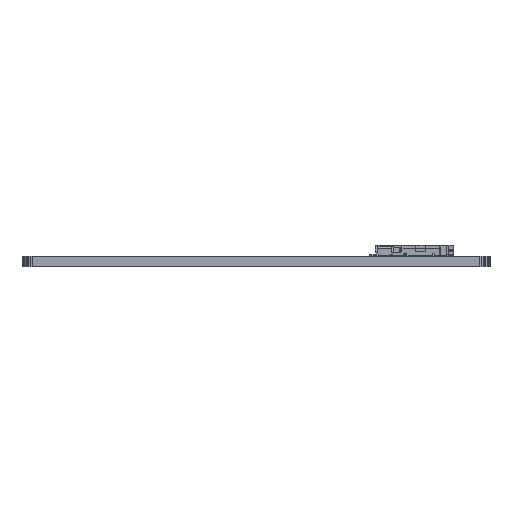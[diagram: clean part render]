
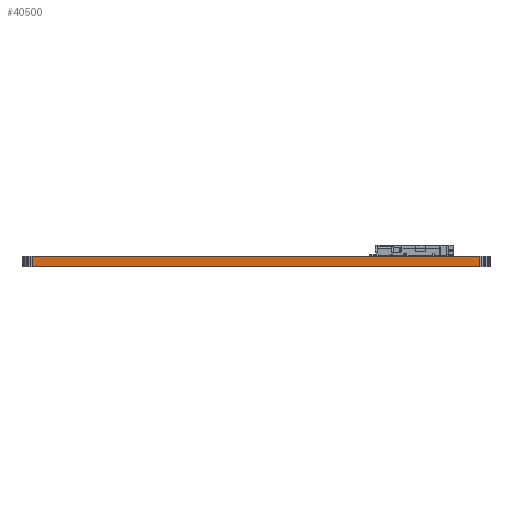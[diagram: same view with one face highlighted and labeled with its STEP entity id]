
A CAD part, left-side view. The second image highlights one B-rep face of the part: STEP entity #40500.
In plain terms, the highlighted planar face has unit normal (-1, 0, 0).
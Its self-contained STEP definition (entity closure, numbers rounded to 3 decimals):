
#32920 = PLANE('',#32921);
#32921 = AXIS2_PLACEMENT_3D('',#32922,#32923,#32924);
#32922 = CARTESIAN_POINT('',(143.911,-83.775,1.6));
#32923 = DIRECTION('',(-0.,-0.,-1.));
#32924 = DIRECTION('',(-1.,0.,0.));
#32974 = PLANE('',#32975);
#32975 = AXIS2_PLACEMENT_3D('',#32976,#32977,#32978);
#32976 = CARTESIAN_POINT('',(143.911,-83.775,0.));
#32977 = DIRECTION('',(-0.,-0.,-1.));
#32978 = DIRECTION('',(-1.,0.,0.));
#33923 = VERTEX_POINT('',#33924);
#33924 = CARTESIAN_POINT('',(108.911,-117.275,0.));
#33938 = PLANE('',#33939);
#33939 = AXIS2_PLACEMENT_3D('',#33940,#33941,#33942);
#33940 = CARTESIAN_POINT('',(108.93,-117.51,0.));
#33941 = DIRECTION('',(-0.997,-0.078,0.));
#33942 = DIRECTION('',(-0.078,0.997,0.));
#33950 = EDGE_CURVE('',#33923,#33951,#33953,.T.);
#33951 = VERTEX_POINT('',#33952);
#33952 = CARTESIAN_POINT('',(108.911,-50.275,0.));
#33953 = SURFACE_CURVE('',#33954,(#33958,#33965),.PCURVE_S1.);
#33954 = LINE('',#33955,#33956);
#33955 = CARTESIAN_POINT('',(108.911,-117.275,0.));
#33956 = VECTOR('',#33957,1.);
#33957 = DIRECTION('',(0.,1.,0.));
#33958 = PCURVE('',#32974,#33959);
#33959 = DEFINITIONAL_REPRESENTATION('',(#33960),#33964);
#33960 = LINE('',#33961,#33962);
#33961 = CARTESIAN_POINT('',(35.,-33.5));
#33962 = VECTOR('',#33963,1.);
#33963 = DIRECTION('',(0.,1.));
#33964 = ( GEOMETRIC_REPRESENTATION_CONTEXT(2) 
PARAMETRIC_REPRESENTATION_CONTEXT() REPRESENTATION_CONTEXT('2D SPACE',''
  ) );
#33965 = PCURVE('',#33966,#33971);
#33966 = PLANE('',#33967);
#33967 = AXIS2_PLACEMENT_3D('',#33968,#33969,#33970);
#33968 = CARTESIAN_POINT('',(108.911,-117.275,0.));
#33969 = DIRECTION('',(-1.,0.,0.));
#33970 = DIRECTION('',(0.,1.,0.));
#33971 = DEFINITIONAL_REPRESENTATION('',(#33972),#33976);
#33972 = LINE('',#33973,#33974);
#33973 = CARTESIAN_POINT('',(0.,0.));
#33974 = VECTOR('',#33975,1.);
#33975 = DIRECTION('',(1.,0.));
#33976 = ( GEOMETRIC_REPRESENTATION_CONTEXT(2) 
PARAMETRIC_REPRESENTATION_CONTEXT() REPRESENTATION_CONTEXT('2D SPACE',''
  ) );
#33994 = PLANE('',#33995);
#33995 = AXIS2_PLACEMENT_3D('',#33996,#33997,#33998);
#33996 = CARTESIAN_POINT('',(108.911,-50.275,0.));
#33997 = DIRECTION('',(-0.997,0.078,0.));
#33998 = DIRECTION('',(0.078,0.997,0.));
#37450 = VERTEX_POINT('',#37451);
#37451 = CARTESIAN_POINT('',(108.911,-117.275,1.6));
#37472 = EDGE_CURVE('',#37450,#37473,#37475,.T.);
#37473 = VERTEX_POINT('',#37474);
#37474 = CARTESIAN_POINT('',(108.911,-50.275,1.6));
#37475 = SURFACE_CURVE('',#37476,(#37480,#37487),.PCURVE_S1.);
#37476 = LINE('',#37477,#37478);
#37477 = CARTESIAN_POINT('',(108.911,-117.275,1.6));
#37478 = VECTOR('',#37479,1.);
#37479 = DIRECTION('',(0.,1.,0.));
#37480 = PCURVE('',#32920,#37481);
#37481 = DEFINITIONAL_REPRESENTATION('',(#37482),#37486);
#37482 = LINE('',#37483,#37484);
#37483 = CARTESIAN_POINT('',(35.,-33.5));
#37484 = VECTOR('',#37485,1.);
#37485 = DIRECTION('',(0.,1.));
#37486 = ( GEOMETRIC_REPRESENTATION_CONTEXT(2) 
PARAMETRIC_REPRESENTATION_CONTEXT() REPRESENTATION_CONTEXT('2D SPACE',''
  ) );
#37487 = PCURVE('',#33966,#37488);
#37488 = DEFINITIONAL_REPRESENTATION('',(#37489),#37493);
#37489 = LINE('',#37490,#37491);
#37490 = CARTESIAN_POINT('',(0.,-1.6));
#37491 = VECTOR('',#37492,1.);
#37492 = DIRECTION('',(1.,0.));
#37493 = ( GEOMETRIC_REPRESENTATION_CONTEXT(2) 
PARAMETRIC_REPRESENTATION_CONTEXT() REPRESENTATION_CONTEXT('2D SPACE',''
  ) );
#40450 = EDGE_CURVE('',#33951,#37473,#40451,.T.);
#40451 = SURFACE_CURVE('',#40452,(#40456,#40463),.PCURVE_S1.);
#40452 = LINE('',#40453,#40454);
#40453 = CARTESIAN_POINT('',(108.911,-50.275,0.));
#40454 = VECTOR('',#40455,1.);
#40455 = DIRECTION('',(0.,0.,1.));
#40456 = PCURVE('',#33994,#40457);
#40457 = DEFINITIONAL_REPRESENTATION('',(#40458),#40462);
#40458 = LINE('',#40459,#40460);
#40459 = CARTESIAN_POINT('',(0.,0.));
#40460 = VECTOR('',#40461,1.);
#40461 = DIRECTION('',(0.,-1.));
#40462 = ( GEOMETRIC_REPRESENTATION_CONTEXT(2) 
PARAMETRIC_REPRESENTATION_CONTEXT() REPRESENTATION_CONTEXT('2D SPACE',''
  ) );
#40463 = PCURVE('',#33966,#40464);
#40464 = DEFINITIONAL_REPRESENTATION('',(#40465),#40469);
#40465 = LINE('',#40466,#40467);
#40466 = CARTESIAN_POINT('',(67.,0.));
#40467 = VECTOR('',#40468,1.);
#40468 = DIRECTION('',(0.,-1.));
#40469 = ( GEOMETRIC_REPRESENTATION_CONTEXT(2) 
PARAMETRIC_REPRESENTATION_CONTEXT() REPRESENTATION_CONTEXT('2D SPACE',''
  ) );
#40500 = ADVANCED_FACE('',(#40501),#33966,.T.);
#40501 = FACE_BOUND('',#40502,.T.);
#40502 = EDGE_LOOP('',(#40503,#40524,#40525,#40526));
#40503 = ORIENTED_EDGE('',*,*,#40504,.T.);
#40504 = EDGE_CURVE('',#33923,#37450,#40505,.T.);
#40505 = SURFACE_CURVE('',#40506,(#40510,#40517),.PCURVE_S1.);
#40506 = LINE('',#40507,#40508);
#40507 = CARTESIAN_POINT('',(108.911,-117.275,0.));
#40508 = VECTOR('',#40509,1.);
#40509 = DIRECTION('',(0.,0.,1.));
#40510 = PCURVE('',#33966,#40511);
#40511 = DEFINITIONAL_REPRESENTATION('',(#40512),#40516);
#40512 = LINE('',#40513,#40514);
#40513 = CARTESIAN_POINT('',(0.,0.));
#40514 = VECTOR('',#40515,1.);
#40515 = DIRECTION('',(0.,-1.));
#40516 = ( GEOMETRIC_REPRESENTATION_CONTEXT(2) 
PARAMETRIC_REPRESENTATION_CONTEXT() REPRESENTATION_CONTEXT('2D SPACE',''
  ) );
#40517 = PCURVE('',#33938,#40518);
#40518 = DEFINITIONAL_REPRESENTATION('',(#40519),#40523);
#40519 = LINE('',#40520,#40521);
#40520 = CARTESIAN_POINT('',(0.235,0.));
#40521 = VECTOR('',#40522,1.);
#40522 = DIRECTION('',(0.,-1.));
#40523 = ( GEOMETRIC_REPRESENTATION_CONTEXT(2) 
PARAMETRIC_REPRESENTATION_CONTEXT() REPRESENTATION_CONTEXT('2D SPACE',''
  ) );
#40524 = ORIENTED_EDGE('',*,*,#37472,.T.);
#40525 = ORIENTED_EDGE('',*,*,#40450,.F.);
#40526 = ORIENTED_EDGE('',*,*,#33950,.F.);
